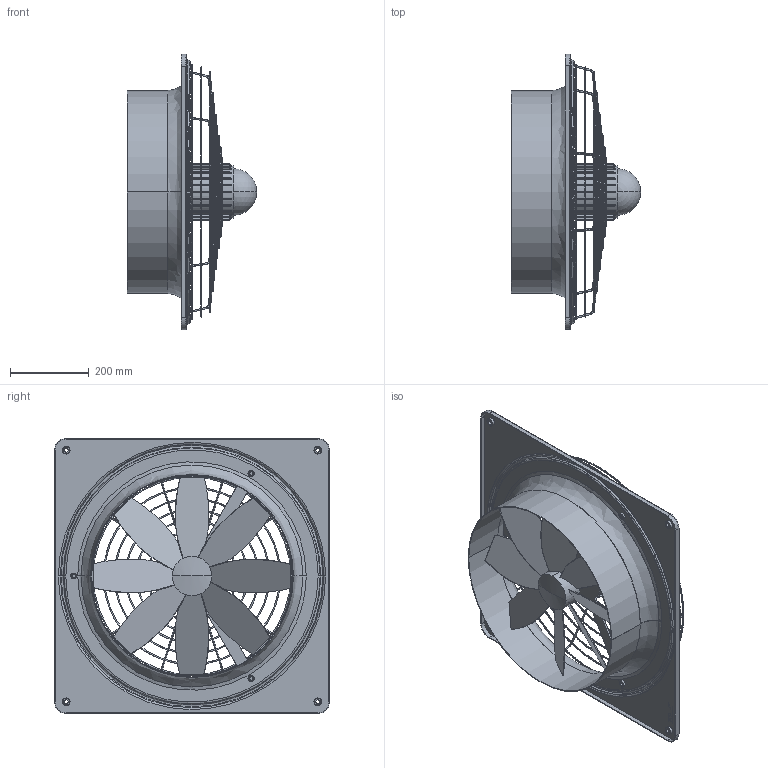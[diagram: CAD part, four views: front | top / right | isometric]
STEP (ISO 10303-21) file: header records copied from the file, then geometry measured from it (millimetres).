
FILE_DESCRIPTION (( 'STEP AP214' ), '1' );
FILE_NAME ('0083-0130.STEP', '2015-02-06T15:47:16', ( '' ), ( '' ), 'SwSTEP 2.0', 'SolidWorks 2013', '' );
FILE_SCHEMA (( 'AUTOMOTIVE_DESIGN' ));
Length unit declared in the file: millimetre
Products named in the file (1): 0083-0130
Bounding box: 329 x 700 x 700 mm (x, y, z)
Volume: 4276449.8 mm3; surface area: 1770699.5 mm2
Topology: 1 solids, 1 shells, 489 faces, 1581 edges, 1010 vertices
Faces by surface type: plane 181, cylinder 116, bspline 108, torus 48, cone 30, sphere 6
Entity records: 33566 total; most frequent: CARTESIAN_POINT 15107, ORIENTED_EDGE 3154, DIRECTION 2217, EDGE_CURVE 1577, VERTEX_POINT 1010, AXIS2_PLACEMENT_3D 850, EDGE_LOOP 643, B_SPLINE_CURVE_WITH_KNOTS 560
